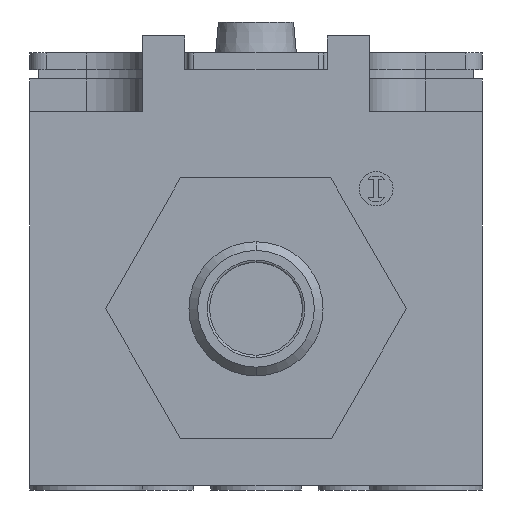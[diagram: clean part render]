
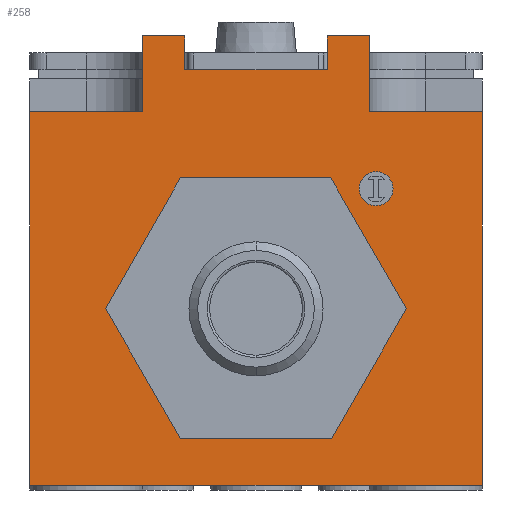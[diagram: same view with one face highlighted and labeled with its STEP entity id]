
A CAD part, front view. The second image highlights one B-rep face of the part: STEP entity #258.
In plain terms, the highlighted planar face has unit normal (0, -1, 0).
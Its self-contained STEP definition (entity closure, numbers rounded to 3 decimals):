
#258=ADVANCED_FACE('',(#919,#920,#921),#922,.T.);
#919=FACE_OUTER_BOUND('',#3183,.T.);
#920=FACE_BOUND('',#3184,.T.);
#921=FACE_BOUND('',#3185,.T.);
#922=PLANE('',#3186);
#3183=EDGE_LOOP('',(#5264,#5265,#5266,#5267,#5268,#5269,#5270,#5271,#5272,#5273,#5274,#5275));
#3184=EDGE_LOOP('',(#5276,#5277));
#3185=EDGE_LOOP('',(#5278,#5279));
#3186=AXIS2_PLACEMENT_3D('',#5280,#5281,#5282);
#5264=ORIENTED_EDGE('',*,*,#8299,.T.);
#5265=ORIENTED_EDGE('',*,*,#8174,.F.);
#5266=ORIENTED_EDGE('',*,*,#8300,.F.);
#5267=ORIENTED_EDGE('',*,*,#8301,.T.);
#5268=ORIENTED_EDGE('',*,*,#8302,.F.);
#5269=ORIENTED_EDGE('',*,*,#8303,.T.);
#5270=ORIENTED_EDGE('',*,*,#8304,.T.);
#5271=ORIENTED_EDGE('',*,*,#8249,.T.);
#5272=ORIENTED_EDGE('',*,*,#8298,.F.);
#5273=ORIENTED_EDGE('',*,*,#8296,.T.);
#5274=ORIENTED_EDGE('',*,*,#8305,.F.);
#5275=ORIENTED_EDGE('',*,*,#8306,.T.);
#5276=ORIENTED_EDGE('',*,*,#8307,.T.);
#5277=ORIENTED_EDGE('',*,*,#8308,.T.);
#5278=ORIENTED_EDGE('',*,*,#8309,.T.);
#5279=ORIENTED_EDGE('',*,*,#8310,.T.);
#5280=CARTESIAN_POINT('',(-20.0,-76.5,-1.7));
#5281=DIRECTION('',(0.0,-1.0,0.0));
#5282=DIRECTION('',(0.0,0.0,-1.0));
#8174=EDGE_CURVE('',#9645,#9647,#9648,.T.);
#8249=EDGE_CURVE('',#9781,#9779,#9782,.T.);
#8296=EDGE_CURVE('',#9872,#9870,#9873,.T.);
#8298=EDGE_CURVE('',#9872,#9779,#9875,.T.);
#8299=EDGE_CURVE('',#9876,#9647,#9877,.T.);
#8300=EDGE_CURVE('',#9878,#9645,#9879,.T.);
#8301=EDGE_CURVE('',#9878,#9880,#9881,.T.);
#8302=EDGE_CURVE('',#9882,#9880,#9883,.T.);
#8303=EDGE_CURVE('',#9882,#9884,#9885,.T.);
#8304=EDGE_CURVE('',#9884,#9781,#9886,.T.);
#8305=EDGE_CURVE('',#9887,#9870,#9888,.T.);
#8306=EDGE_CURVE('',#9887,#9876,#9889,.T.);
#8307=EDGE_CURVE('',#9890,#9891,#9892,.T.);
#8308=EDGE_CURVE('',#9891,#9890,#9893,.T.);
#8309=EDGE_CURVE('',#9894,#9895,#9896,.T.);
#8310=EDGE_CURVE('',#9895,#9894,#9897,.T.);
#9645=VERTEX_POINT('',#12587);
#9647=VERTEX_POINT('',#12590);
#9648=LINE('',#12591,#12592);
#9779=VERTEX_POINT('',#12774);
#9781=VERTEX_POINT('',#12777);
#9782=LINE('',#12778,#12779);
#9870=VERTEX_POINT('',#12904);
#9872=VERTEX_POINT('',#12907);
#9873=LINE('',#12908,#12909);
#9875=LINE('',#12912,#12913);
#9876=VERTEX_POINT('',#12914);
#9877=LINE('',#12915,#12916);
#9878=VERTEX_POINT('',#12917);
#9879=LINE('',#12918,#12919);
#9880=VERTEX_POINT('',#12920);
#9881=LINE('',#12921,#12922);
#9882=VERTEX_POINT('',#12923);
#9883=LINE('',#12924,#12925);
#9884=VERTEX_POINT('',#12926);
#9885=LINE('',#12927,#12928);
#9886=LINE('',#12929,#12930);
#9887=VERTEX_POINT('',#12931);
#9888=LINE('',#12932,#12933);
#9889=LINE('',#12934,#12935);
#9890=VERTEX_POINT('',#12936);
#9891=VERTEX_POINT('',#12937);
#9892=CIRCLE('',#12938,10.265);
#9893=CIRCLE('',#12939,10.265);
#9894=VERTEX_POINT('',#12940);
#9895=VERTEX_POINT('',#12941);
#9896=CIRCLE('',#12942,1.5);
#9897=CIRCLE('',#12943,1.5);
#12587=CARTESIAN_POINT('',(20.0,-76.5,-1.7));
#12590=CARTESIAN_POINT('',(-20.0,-76.5,-1.7));
#12591=CARTESIAN_POINT('',(20.0,-76.5,-1.7));
#12592=VECTOR('',#15158,40.0);
#12774=CARTESIAN_POINT('',(-6.275,-76.5,35.0));
#12777=CARTESIAN_POINT('',(6.275,-76.5,35.0));
#12778=CARTESIAN_POINT('',(6.275,-76.5,35.0));
#12779=VECTOR('',#15277,12.55);
#12904=CARTESIAN_POINT('',(-10.0,-76.5,38.0));
#12907=CARTESIAN_POINT('',(-6.275,-76.5,38.0));
#12908=CARTESIAN_POINT('',(-6.275,-76.5,38.0));
#12909=VECTOR('',#15340,3.725);
#12912=CARTESIAN_POINT('',(-6.275,-76.5,38.0));
#12913=VECTOR('',#15342,3.0);
#12914=CARTESIAN_POINT('',(-20.0,-76.5,31.3));
#12915=CARTESIAN_POINT('',(-20.0,-76.5,31.3));
#12916=VECTOR('',#15343,33.0);
#12917=CARTESIAN_POINT('',(20.0,-76.5,31.3));
#12918=CARTESIAN_POINT('',(20.0,-76.5,31.3));
#12919=VECTOR('',#15344,33.0);
#12920=CARTESIAN_POINT('',(10.0,-76.5,31.3));
#12921=CARTESIAN_POINT('',(20.0,-76.5,31.3));
#12922=VECTOR('',#15345,10.0);
#12923=CARTESIAN_POINT('',(10.0,-76.5,38.0));
#12924=CARTESIAN_POINT('',(10.0,-76.5,38.0));
#12925=VECTOR('',#15346,6.7);
#12926=CARTESIAN_POINT('',(6.275,-76.5,38.0));
#12927=CARTESIAN_POINT('',(10.0,-76.5,38.0));
#12928=VECTOR('',#15347,3.725);
#12929=CARTESIAN_POINT('',(6.275,-76.5,38.0));
#12930=VECTOR('',#15348,3.0);
#12931=CARTESIAN_POINT('',(-10.0,-76.5,31.3));
#12932=CARTESIAN_POINT('',(-10.0,-76.5,31.3));
#12933=VECTOR('',#15349,6.7);
#12934=CARTESIAN_POINT('',(-10.0,-76.5,31.3));
#12935=VECTOR('',#15350,10.0);
#12936=CARTESIAN_POINT('',(0.0,-76.5,24.165));
#12937=CARTESIAN_POINT('',(0.0,-76.5,3.635));
#12938=AXIS2_PLACEMENT_3D('',#15351,#15352,#15353);
#12939=AXIS2_PLACEMENT_3D('',#15354,#15355,#15356);
#12940=CARTESIAN_POINT('',(9.107,-76.5,24.507));
#12941=CARTESIAN_POINT('',(12.107,-76.5,24.507));
#12942=AXIS2_PLACEMENT_3D('',#15357,#15358,#15359);
#12943=AXIS2_PLACEMENT_3D('',#15360,#15361,#15362);
#15158=DIRECTION('',(-1.0,0.0,0.0));
#15277=DIRECTION('',(-1.0,0.0,0.0));
#15340=DIRECTION('',(-1.0,0.0,0.0));
#15342=DIRECTION('',(0.0,0.0,-1.0));
#15343=DIRECTION('',(0.0,0.0,-1.0));
#15344=DIRECTION('',(0.0,0.0,-1.0));
#15345=DIRECTION('',(-1.0,0.0,0.0));
#15346=DIRECTION('',(0.0,0.0,-1.0));
#15347=DIRECTION('',(-1.0,0.0,0.0));
#15348=DIRECTION('',(0.0,0.0,-1.0));
#15349=DIRECTION('',(0.0,0.0,1.0));
#15350=DIRECTION('',(-1.0,0.0,0.0));
#15351=CARTESIAN_POINT('',(0.0,-76.5,13.9));
#15352=DIRECTION('',(0.0,1.0,0.0));
#15353=DIRECTION('',(0.0,0.0,1.0));
#15354=CARTESIAN_POINT('',(0.0,-76.5,13.9));
#15355=DIRECTION('',(0.0,1.0,0.0));
#15356=DIRECTION('',(0.0,0.0,-1.0));
#15357=CARTESIAN_POINT('',(10.607,-76.5,24.507));
#15358=DIRECTION('',(0.0,1.0,0.0));
#15359=DIRECTION('',(-1.0,0.0,0.0));
#15360=CARTESIAN_POINT('',(10.607,-76.5,24.507));
#15361=DIRECTION('',(-0.0,1.0,0.0));
#15362=DIRECTION('',(1.0,0.0,0.0));
